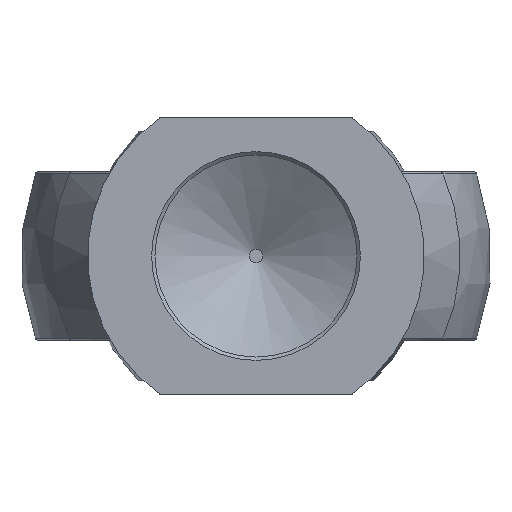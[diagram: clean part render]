
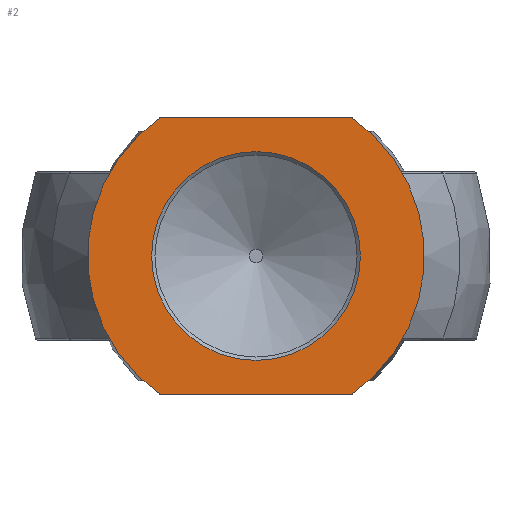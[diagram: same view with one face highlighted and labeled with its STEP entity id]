
A CAD part, front view. The second image highlights one B-rep face of the part: STEP entity #2.
In plain terms, the highlighted planar face has unit normal (0, -1, 0).
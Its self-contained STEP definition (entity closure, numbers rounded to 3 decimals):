
#2 = ADVANCED_FACE ( 'NONE', ( #1742, #1046 ), #1240, .T. ) ;
#88 = DIRECTION ( 'NONE',  ( 0., 0., -1. ) ) ;
#125 = DIRECTION ( 'NONE',  ( 0., -1., 0. ) ) ;
#156 = DIRECTION ( 'NONE',  ( 0., 1., 0. ) ) ;
#168 = DIRECTION ( 'NONE',  ( 0., -1., 0. ) ) ;
#226 = CARTESIAN_POINT ( 'NONE',  ( 14.246, -110., -20.3 ) ) ;
#233 = VERTEX_POINT ( 'NONE', #579 ) ;
#264 = EDGE_CURVE ( 'NONE', #233, #1299, #2614, .T. ) ;
#290 = DIRECTION ( 'NONE',  ( -1., 0., 0. ) ) ;
#293 = EDGE_CURVE ( 'NONE', #2428, #1426, #770, .T. ) ;
#345 = AXIS2_PLACEMENT_3D ( 'NONE', #2276, #657, #2006 ) ;
#348 = EDGE_CURVE ( 'NONE', #1426, #2223, #1062, .T. ) ;
#385 = CARTESIAN_POINT ( 'NONE',  ( -14.361, -110., 20.464 ) ) ;
#390 = AXIS2_PLACEMENT_3D ( 'NONE', #2171, #1219, #1953 ) ;
#442 = CARTESIAN_POINT ( 'NONE',  ( 14.246, -110., 20.3 ) ) ;
#445 = CARTESIAN_POINT ( 'NONE',  ( 14.361, -110., -20.464 ) ) ;
#509 = EDGE_CURVE ( 'NONE', #1450, #1188, #1335, .T. ) ;
#519 = DIRECTION ( 'NONE',  ( 1., 0., 0. ) ) ;
#552 = VERTEX_POINT ( 'NONE', #1425 ) ;
#579 = CARTESIAN_POINT ( 'NONE',  ( -14.246, -110., 20.5 ) ) ;
#612 = DIRECTION ( 'NONE',  ( 0., -1., 0. ) ) ;
#627 = DIRECTION ( 'NONE',  ( 0., 0., -1. ) ) ;
#657 = DIRECTION ( 'NONE',  ( 0., -1., 0. ) ) ;
#684 = ORIENTED_EDGE ( 'NONE', *, *, #2440, .T. ) ;
#759 = CARTESIAN_POINT ( 'NONE',  ( -35., -110., 20.5 ) ) ;
#770 = CIRCLE ( 'NONE', #1342, 25. ) ;
#771 = CIRCLE ( 'NONE', #345, 25. ) ;
#858 = CARTESIAN_POINT ( 'NONE',  ( 0., -110., 0. ) ) ;
#912 = ORIENTED_EDGE ( 'NONE', *, *, #2018, .T. ) ;
#955 = CIRCLE ( 'NONE', #1339, 0.2 ) ;
#1046 = FACE_OUTER_BOUND ( 'NONE', #2611, .T. ) ;
#1058 = CARTESIAN_POINT ( 'NONE',  ( 0., -110., 0. ) ) ;
#1062 = CIRCLE ( 'NONE', #2103, 0.2 ) ;
#1072 = VECTOR ( 'NONE', #519, 1000. ) ;
#1126 = CARTESIAN_POINT ( 'NONE',  ( -14.361, -110., -20.464 ) ) ;
#1148 = ORIENTED_EDGE ( 'NONE', *, *, #509, .F. ) ;
#1188 = VERTEX_POINT ( 'NONE', #1866 ) ;
#1203 = VERTEX_POINT ( 'NONE', #1126 ) ;
#1219 = DIRECTION ( 'NONE',  ( 0., -1., 0. ) ) ;
#1240 = PLANE ( 'NONE',  #1746 ) ;
#1299 = VERTEX_POINT ( 'NONE', #385 ) ;
#1317 = EDGE_CURVE ( 'NONE', #233, #2223, #1912, .T. ) ;
#1335 = LINE ( 'NONE', #1797, #2624 ) ;
#1339 = AXIS2_PLACEMENT_3D ( 'NONE', #226, #168, #627 ) ;
#1342 = AXIS2_PLACEMENT_3D ( 'NONE', #1058, #612, #88 ) ;
#1425 = CARTESIAN_POINT ( 'NONE',  ( 0., -110., -15.5 ) ) ;
#1426 = VERTEX_POINT ( 'NONE', #2002 ) ;
#1450 = VERTEX_POINT ( 'NONE', #2261 ) ;
#1470 = ORIENTED_EDGE ( 'NONE', *, *, #348, .T. ) ;
#1491 = CARTESIAN_POINT ( 'NONE',  ( 0., -110., 0. ) ) ;
#1532 = EDGE_CURVE ( 'NONE', #1203, #1188, #2444, .T. ) ;
#1571 = DIRECTION ( 'NONE',  ( 0., 0., -1. ) ) ;
#1612 = DIRECTION ( 'NONE',  ( 0., -1., 0. ) ) ;
#1630 = AXIS2_PLACEMENT_3D ( 'NONE', #1842, #1612, #2717 ) ;
#1648 = ORIENTED_EDGE ( 'NONE', *, *, #264, .T. ) ;
#1737 = ORIENTED_EDGE ( 'NONE', *, *, #2901, .T. ) ;
#1742 = FACE_BOUND ( 'NONE', #2617, .T. ) ;
#1746 = AXIS2_PLACEMENT_3D ( 'NONE', #1491, #125, #2643 ) ;
#1767 = ORIENTED_EDGE ( 'NONE', *, *, #293, .T. ) ;
#1797 = CARTESIAN_POINT ( 'NONE',  ( -35., -110., -20.5 ) ) ;
#1842 = CARTESIAN_POINT ( 'NONE',  ( -14.246, -110., -20.3 ) ) ;
#1866 = CARTESIAN_POINT ( 'NONE',  ( -14.246, -110., -20.5 ) ) ;
#1912 = LINE ( 'NONE', #759, #1072 ) ;
#1953 = DIRECTION ( 'NONE',  ( 0., 0., -1. ) ) ;
#2002 = CARTESIAN_POINT ( 'NONE',  ( 14.361, -110., 20.464 ) ) ;
#2006 = DIRECTION ( 'NONE',  ( 0., 0., -1. ) ) ;
#2018 = EDGE_CURVE ( 'NONE', #552, #552, #2235, .T. ) ;
#2085 = CARTESIAN_POINT ( 'NONE',  ( 14.246, -110., 20.5 ) ) ;
#2103 = AXIS2_PLACEMENT_3D ( 'NONE', #442, #2260, #1571 ) ;
#2171 = CARTESIAN_POINT ( 'NONE',  ( -14.246, -110., 20.3 ) ) ;
#2223 = VERTEX_POINT ( 'NONE', #2085 ) ;
#2235 = CIRCLE ( 'NONE', #2741, 15.5 ) ;
#2260 = DIRECTION ( 'NONE',  ( 0., -1., 0. ) ) ;
#2261 = CARTESIAN_POINT ( 'NONE',  ( 14.246, -110., -20.5 ) ) ;
#2276 = CARTESIAN_POINT ( 'NONE',  ( 0., -110., 0. ) ) ;
#2377 = ORIENTED_EDGE ( 'NONE', *, *, #1532, .T. ) ;
#2428 = VERTEX_POINT ( 'NONE', #445 ) ;
#2440 = EDGE_CURVE ( 'NONE', #1450, #2428, #955, .T. ) ;
#2444 = CIRCLE ( 'NONE', #1630, 0.2 ) ;
#2611 = EDGE_LOOP ( 'NONE', ( #1737, #2377, #1148, #684, #1767, #1470, #2866, #1648 ) ) ;
#2614 = CIRCLE ( 'NONE', #390, 0.2 ) ;
#2617 = EDGE_LOOP ( 'NONE', ( #912 ) ) ;
#2624 = VECTOR ( 'NONE', #290, 1000. ) ;
#2643 = DIRECTION ( 'NONE',  ( 0., 0., -1. ) ) ;
#2717 = DIRECTION ( 'NONE',  ( 0., 0., -1. ) ) ;
#2741 = AXIS2_PLACEMENT_3D ( 'NONE', #858, #156, #2864 ) ;
#2864 = DIRECTION ( 'NONE',  ( 0., 0., -1. ) ) ;
#2866 = ORIENTED_EDGE ( 'NONE', *, *, #1317, .F. ) ;
#2901 = EDGE_CURVE ( 'NONE', #1299, #1203, #771, .T. ) ;
